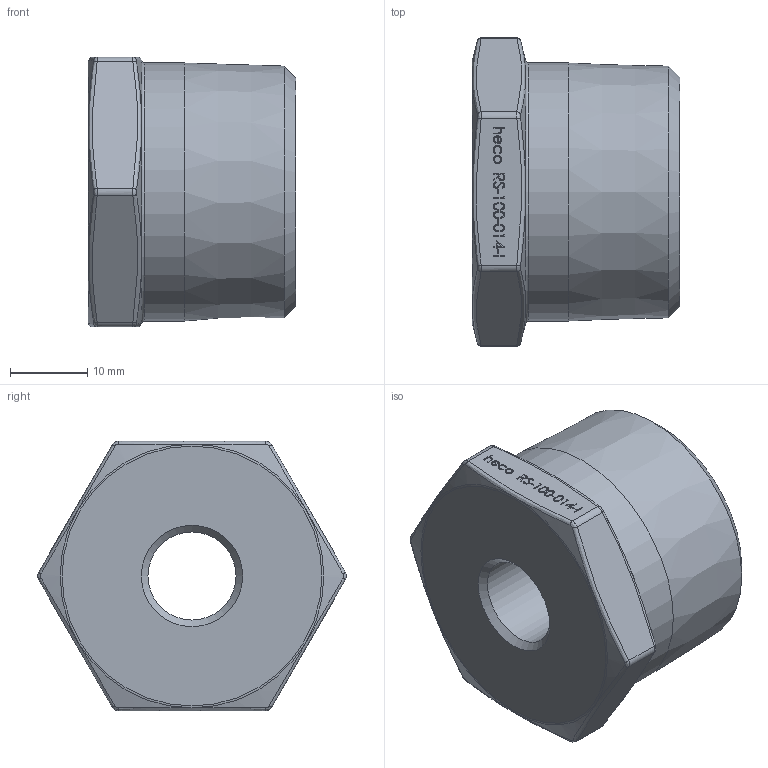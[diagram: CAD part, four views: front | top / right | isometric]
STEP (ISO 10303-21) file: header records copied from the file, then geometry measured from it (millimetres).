
FILE_DESCRIPTION (( 'STEP AP214' ), '1' );
FILE_NAME ('RS-100-014-I 2401.STEP', '2024-01-05T08:58:49', ( '' ), ( '' ), 'SwSTEP 2.0', 'SolidWorks 2019', '' );
FILE_SCHEMA (( 'AUTOMOTIVE_DESIGN' ));
Length unit declared in the file: millimetre
Products named in the file (1): RS-100-014-I 2401
Bounding box: 27 x 40.1 x 35 mm (x, y, z)
Volume: 21010.2 mm3; surface area: 5626.5 mm2
Topology: 1 solids, 1 shells, 224 faces, 566 edges, 367 vertices
Faces by surface type: bspline 106, plane 98, cylinder 9, cone 6, torus 5
Full cylindrical faces by diameter (mm): 11.445 x1, 13.557 x1, 33.505 x1
Entity records: 13838 total; most frequent: CARTESIAN_POINT 7426, ORIENTED_EDGE 1092, DIRECTION 611, EDGE_CURVE 546, VERTEX_POINT 361, VECTOR 295, LINE 295, EDGE_LOOP 263
